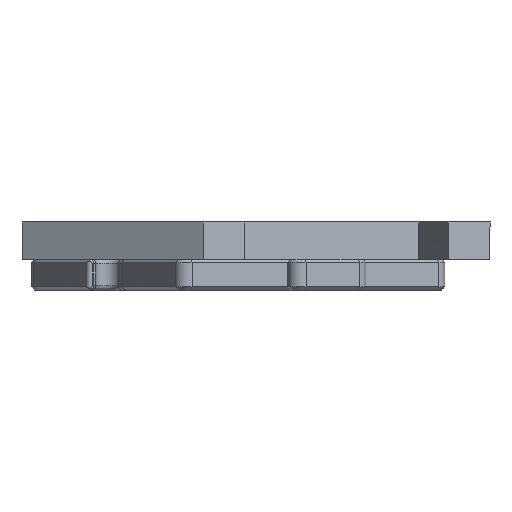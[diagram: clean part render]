
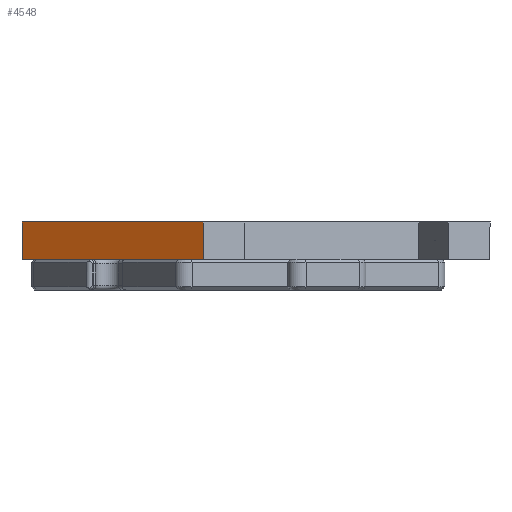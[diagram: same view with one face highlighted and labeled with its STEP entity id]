
A CAD part, left-side view. The second image highlights one B-rep face of the part: STEP entity #4548.
In plain terms, the highlighted face is planar.
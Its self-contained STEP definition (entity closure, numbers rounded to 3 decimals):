
#406=PLANE('',#4942);
#583=FACE_OUTER_BOUND('',#868,.T.);
#868=EDGE_LOOP('',(#3438,#3439,#3440,#3441));
#1156=LINE('',#6900,#1600);
#1159=LINE('',#6906,#1603);
#1172=LINE('',#6934,#1616);
#1177=LINE('',#6944,#1621);
#1600=VECTOR('',#5558,10.);
#1603=VECTOR('',#5565,10.);
#1616=VECTOR('',#5594,10.);
#1621=VECTOR('',#5607,10.);
#2232=VERTEX_POINT('',#6897);
#2233=VERTEX_POINT('',#6899);
#2234=VERTEX_POINT('',#6904);
#2241=VERTEX_POINT('',#6932);
#2654=EDGE_CURVE('',#2232,#2233,#1156,.T.);
#2658=EDGE_CURVE('',#2232,#2234,#1159,.T.);
#2672=EDGE_CURVE('',#2241,#2234,#1172,.T.);
#2677=EDGE_CURVE('',#2241,#2233,#1177,.T.);
#3438=ORIENTED_EDGE('',*,*,#2677,.T.);
#3439=ORIENTED_EDGE('',*,*,#2654,.F.);
#3440=ORIENTED_EDGE('',*,*,#2658,.T.);
#3441=ORIENTED_EDGE('',*,*,#2672,.F.);
#4548=ADVANCED_FACE('',(#583),#406,.T.);
#4942=AXIS2_PLACEMENT_3D('',#6945,#5608,#5609);
#5558=DIRECTION('',(0.866,0.5,0.));
#5565=DIRECTION('',(0.,0.,1.));
#5594=DIRECTION('',(-0.866,-0.5,0.));
#5607=DIRECTION('',(0.,0.,-1.));
#5608=DIRECTION('center_axis',(-0.5,0.866,0.));
#5609=DIRECTION('ref_axis',(0.866,0.5,0.));
#6897=CARTESIAN_POINT('',(-35.,26.793,5.));
#6899=CARTESIAN_POINT('',(-5.703,43.707,5.));
#6900=CARTESIAN_POINT('',(-5.703,43.707,5.));
#6904=CARTESIAN_POINT('',(-35.,26.793,11.));
#6906=CARTESIAN_POINT('',(-35.,26.793,8.));
#6932=CARTESIAN_POINT('',(-5.703,43.707,11.));
#6934=CARTESIAN_POINT('',(-5.703,43.707,11.));
#6944=CARTESIAN_POINT('',(-5.703,43.707,8.));
#6945=CARTESIAN_POINT('Origin',(-35.,26.793,8.));
